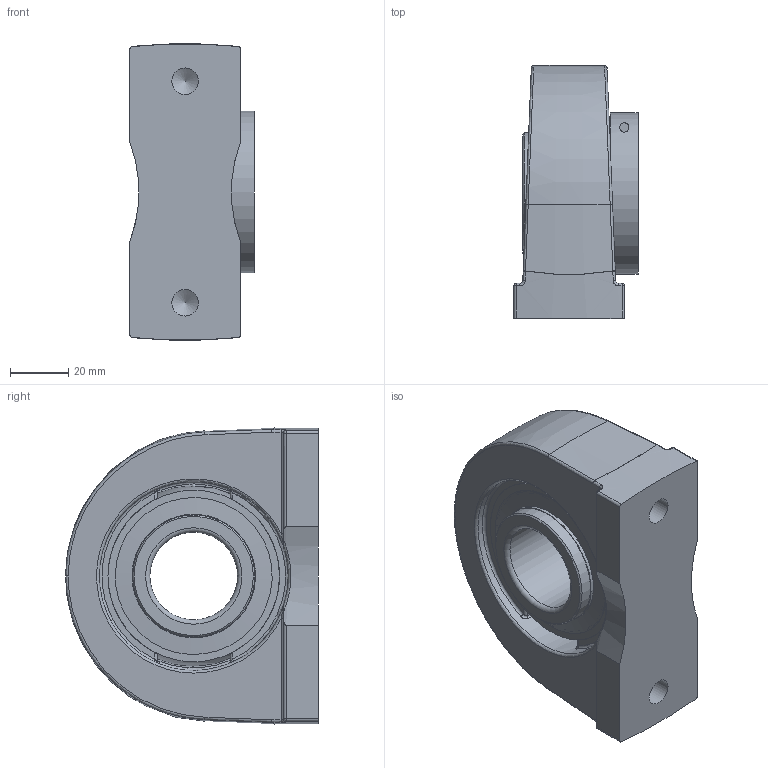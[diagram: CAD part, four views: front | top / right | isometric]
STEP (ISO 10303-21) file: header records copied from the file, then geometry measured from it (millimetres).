
FILE_DESCRIPTION(/* description */ ('Alibre Inc.'),/* implementation_level */ '2;1');
FILE_NAME(/* name */ 'export-6C909693-CD72-4219-BFFA-36400DB30E20',/* time_stamp */ '2020-05-18T11:38:26-07:00',/* author */ (''),/* organization */ (''),/* preprocessor_version */ 'ST-DEVELOPER v17',/* originating_system */ 'Alibre',/* authorisation */ '');
FILE_SCHEMA (('CONFIG_CONTROL_DESIGN'));
Length unit declared in the file: inch
Bounding box: 42.7 x 87 x 101.86 mm (x, y, z)
Volume: 188034.1 mm3; surface area: 57986.6 mm2
Topology: 16 solids, 16 shells, 225 faces, 570 edges, 355 vertices
Faces by surface type: plane 68, cylinder 62, bspline 26, torus 26, sphere 23, cone 20
Full cylindrical faces by diameter (mm): 3.242 x2, 4 x1, 7 x1, 8.25 x1, 9.144 x2, 30.163 x1, 42 x4, 42.508 x2, 52 x2, 54 x2, 65.017 x2, 70.35 x1
Entity records: 10417 total; most frequent: CARTESIAN_POINT 5153, ORIENTED_EDGE 948, DIRECTION 792, EDGE_CURVE 474, AXIS2_PLACEMENT_3D 351, VERTEX_POINT 322, FACE_BOUND 266, EDGE_LOOP 255
